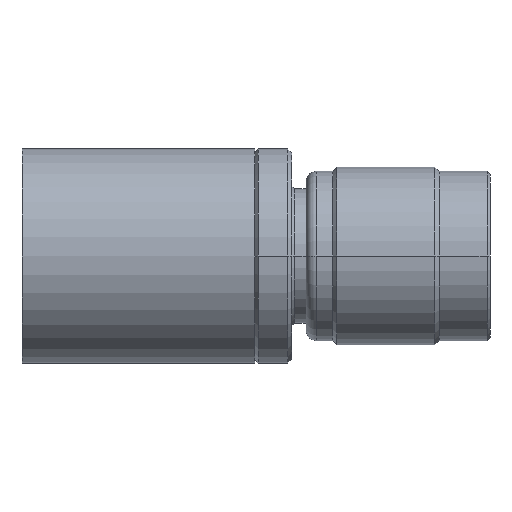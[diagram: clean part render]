
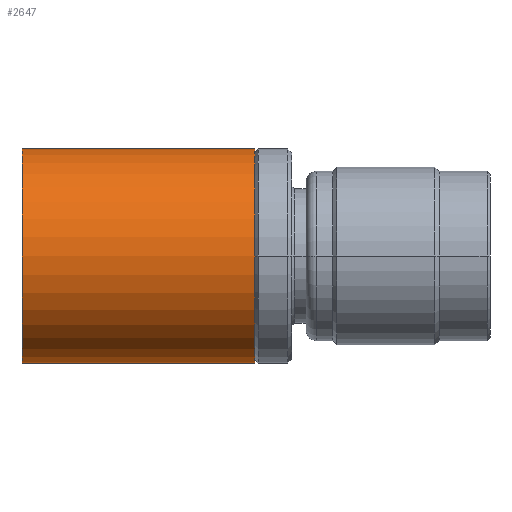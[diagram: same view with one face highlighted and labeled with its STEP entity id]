
A CAD part, front view. The second image highlights one B-rep face of the part: STEP entity #2647.
In plain terms, the highlighted cylindrical face has radius 8.765 mm (diameter 17.53 mm), a partial arc.
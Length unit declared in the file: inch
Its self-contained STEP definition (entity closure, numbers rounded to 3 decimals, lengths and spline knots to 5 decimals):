
#33 = CARTESIAN_POINT ( 'NONE',  ( 0.37402, 0., -0.34508 ) ) ;
#49 = CIRCLE ( 'NONE', #70, 0.34508 ) ;
#70 = AXIS2_PLACEMENT_3D ( 'NONE', #3369, #999, #2916 ) ;
#999 = DIRECTION ( 'NONE',  ( 1., 0., 0. ) ) ;
#1032 = AXIS2_PLACEMENT_3D ( 'NONE', #1936, #3394, #3877 ) ;
#1099 = CARTESIAN_POINT ( 'NONE',  ( 0.37402, 0., -0.34508 ) ) ;
#1382 = VECTOR ( 'NONE', #3081, 39.37008 ) ;
#1401 = VERTEX_POINT ( 'NONE', #2831 ) ;
#1662 = DIRECTION ( 'NONE',  ( 0., 0., -1. ) ) ;
#1815 = CYLINDRICAL_SURFACE ( 'NONE', #1032, 0.34508 ) ;
#1936 = CARTESIAN_POINT ( 'NONE',  ( 0.37402, 0., 0. ) ) ;
#2168 = ORIENTED_EDGE ( 'NONE', *, *, #2612, .F. ) ;
#2612 = EDGE_CURVE ( 'NONE', #3542, #5622, #2996, .T. ) ;
#2634 = DIRECTION ( 'NONE',  ( 1., 0., 0. ) ) ;
#2647 = ADVANCED_FACE ( 'NONE', ( #3073 ), #1815, .T. ) ;
#2776 = VECTOR ( 'NONE', #3824, 39.37008 ) ;
#2831 = CARTESIAN_POINT ( 'NONE',  ( 0.37402, 0., 0.34508 ) ) ;
#2905 = AXIS2_PLACEMENT_3D ( 'NONE', #3140, #2634, #1662 ) ;
#2916 = DIRECTION ( 'NONE',  ( 0., 0., -1. ) ) ;
#2996 = LINE ( 'NONE', #33, #2776 ) ;
#3071 = ORIENTED_EDGE ( 'NONE', *, *, #3182, .F. ) ;
#3073 = FACE_OUTER_BOUND ( 'NONE', #3455, .T. ) ;
#3081 = DIRECTION ( 'NONE',  ( -1., 0., 0. ) ) ;
#3140 = CARTESIAN_POINT ( 'NONE',  ( -0.37402, 0., 0. ) ) ;
#3182 = EDGE_CURVE ( 'NONE', #1401, #3542, #49, .T. ) ;
#3369 = CARTESIAN_POINT ( 'NONE',  ( 0.37402, 0., 0. ) ) ;
#3394 = DIRECTION ( 'NONE',  ( -1., 0., 0. ) ) ;
#3417 = CIRCLE ( 'NONE', #2905, 0.34508 ) ;
#3455 = EDGE_LOOP ( 'NONE', ( #2168, #3071, #4953, #4007 ) ) ;
#3542 = VERTEX_POINT ( 'NONE', #1099 ) ;
#3560 = EDGE_CURVE ( 'NONE', #1401, #4604, #4858, .T. ) ;
#3824 = DIRECTION ( 'NONE',  ( -1., 0., 0. ) ) ;
#3877 = DIRECTION ( 'NONE',  ( 0., 0., 1. ) ) ;
#4007 = ORIENTED_EDGE ( 'NONE', *, *, #5172, .T. ) ;
#4604 = VERTEX_POINT ( 'NONE', #5274 ) ;
#4858 = LINE ( 'NONE', #4990, #1382 ) ;
#4953 = ORIENTED_EDGE ( 'NONE', *, *, #3560, .T. ) ;
#4990 = CARTESIAN_POINT ( 'NONE',  ( 0.37402, 0., 0.34508 ) ) ;
#5172 = EDGE_CURVE ( 'NONE', #4604, #5622, #3417, .T. ) ;
#5274 = CARTESIAN_POINT ( 'NONE',  ( -0.37402, 0., 0.34508 ) ) ;
#5407 = CARTESIAN_POINT ( 'NONE',  ( -0.37402, 0., -0.34508 ) ) ;
#5622 = VERTEX_POINT ( 'NONE', #5407 ) ;
